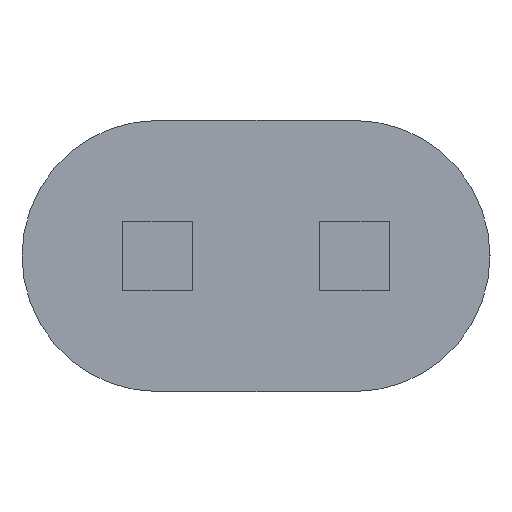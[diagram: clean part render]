
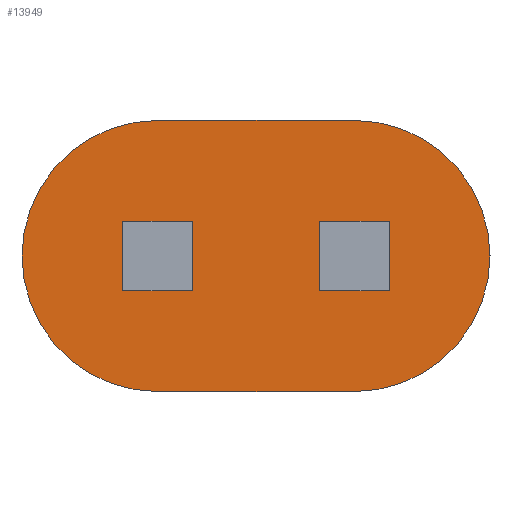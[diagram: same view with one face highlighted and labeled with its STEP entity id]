
A CAD part, front view. The second image highlights one B-rep face of the part: STEP entity #13949.
In plain terms, the highlighted planar face has unit normal (0, -1, 0).
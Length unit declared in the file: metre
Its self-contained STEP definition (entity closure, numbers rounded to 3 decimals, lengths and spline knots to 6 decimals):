
#1502 = AXIS2_PLACEMENT_3D ( 'NONE', #5781, #27584, #49468 ) ;
#2999 = ORIENTED_EDGE ( 'NONE', *, *, #27853, .F. ) ;
#5781 = CARTESIAN_POINT ( 'NONE',  ( 0., -0.33, 0. ) ) ;
#9293 = CIRCLE ( 'NONE', #49345, 1.55 ) ;
#9947 = DIRECTION ( 'NONE',  ( 0., 1., 0. ) ) ;
#13949 = ADVANCED_FACE ( 'NONE', ( #15311 ), #37171, .F. ) ;
#14902 = CARTESIAN_POINT ( 'NONE',  ( 0., -0.33, -1.55 ) ) ;
#15311 = FACE_OUTER_BOUND ( 'NONE', #45443, .T. ) ;
#19079 = VECTOR ( 'NONE', #36765, 1. ) ;
#21499 = DIRECTION ( 'NONE',  ( 0., 0., 1. ) ) ;
#22042 = CARTESIAN_POINT ( 'NONE',  ( 2.25, -0.33, -1.55 ) ) ;
#25112 = LINE ( 'NONE', #46994, #27006 ) ;
#25379 = ORIENTED_EDGE ( 'NONE', *, *, #48674, .F. ) ;
#26305 = EDGE_CURVE ( 'NONE', #42135, #57064, #9293, .T. ) ;
#27006 = VECTOR ( 'NONE', #68796, 1. ) ;
#27584 = DIRECTION ( 'NONE',  ( 0., 1., 0. ) ) ;
#27853 = EDGE_CURVE ( 'NONE', #47845, #30652, #32347, .T. ) ;
#29590 = CARTESIAN_POINT ( 'NONE',  ( 0., -0.33, -1.55 ) ) ;
#30652 = VERTEX_POINT ( 'NONE', #42832 ) ;
#31786 = DIRECTION ( 'NONE',  ( 0., 0., 1. ) ) ;
#32347 = CIRCLE ( 'NONE', #1502, 1.55 ) ;
#34336 = ORIENTED_EDGE ( 'NONE', *, *, #70278, .F. ) ;
#36765 = DIRECTION ( 'NONE',  ( -1., 0., 0. ) ) ;
#37171 = PLANE ( 'NONE',  #39372 ) ;
#39372 = AXIS2_PLACEMENT_3D ( 'NONE', #58993, #9947, #31786 ) ;
#40541 = ORIENTED_EDGE ( 'NONE', *, *, #26305, .F. ) ;
#42135 = VERTEX_POINT ( 'NONE', #58580 ) ;
#42832 = CARTESIAN_POINT ( 'NONE',  ( 0., -0.33, 1.55 ) ) ;
#45443 = EDGE_LOOP ( 'NONE', ( #2999, #34336, #40541, #25379 ) ) ;
#46994 = CARTESIAN_POINT ( 'NONE',  ( 0., -0.33, 1.55 ) ) ;
#47845 = VERTEX_POINT ( 'NONE', #29590 ) ;
#48674 = EDGE_CURVE ( 'NONE', #30652, #42135, #25112, .T. ) ;
#48726 = CARTESIAN_POINT ( 'NONE',  ( 2.25, -0.33, 0. ) ) ;
#49345 = AXIS2_PLACEMENT_3D ( 'NONE', #48726, #70526, #21499 ) ;
#49468 = DIRECTION ( 'NONE',  ( 0., 0., 1. ) ) ;
#57064 = VERTEX_POINT ( 'NONE', #22042 ) ;
#58580 = CARTESIAN_POINT ( 'NONE',  ( 2.25, -0.33, 1.55 ) ) ;
#58993 = CARTESIAN_POINT ( 'NONE',  ( 0., -0.33, 0. ) ) ;
#63981 = LINE ( 'NONE', #14902, #19079 ) ;
#68796 = DIRECTION ( 'NONE',  ( 1., 0., 0. ) ) ;
#70278 = EDGE_CURVE ( 'NONE', #57064, #47845, #63981, .T. ) ;
#70526 = DIRECTION ( 'NONE',  ( 0., 1., 0. ) ) ;
